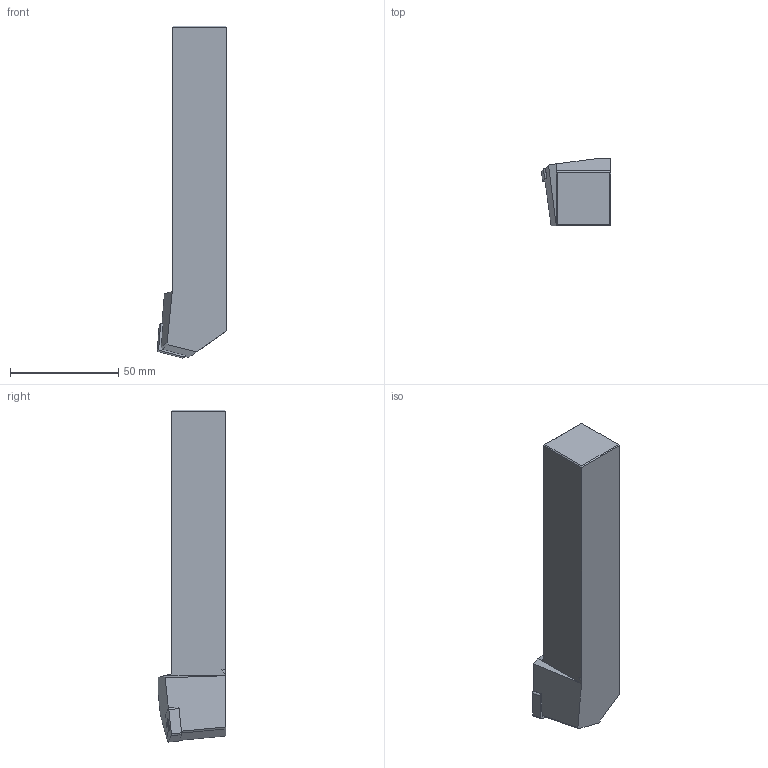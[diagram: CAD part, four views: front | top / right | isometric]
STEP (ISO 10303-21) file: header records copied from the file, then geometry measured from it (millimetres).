
FILE_DESCRIPTION((''),'2;1');
FILE_NAME('70504025_ASM','2019-01-22T08:25:20',('piechottad'),(''),'CREO PARAMETRIC BY PTC INC, 2018400','CREO PARAMETRIC BY PTC INC, 2018400','');
FILE_SCHEMA(('AUTOMOTIVE_DESIGN { 1 0 10303 214 1 1 1 1 }'));
Length unit declared in the file: millimetre
Products named in the file (3): 70504025NC; 70504025C; 70504025_ASM
Assembly tree (2 placements, depth 2):
  70504025_ASM
    70504025NC
    70504025C
Bounding box: 31.92 x 31.1 x 153.09 mm (x, y, z)
Volume: 96867.6 mm3; surface area: 17161.4 mm2
Topology: 2 solids, 2 shells, 38 faces, 104 edges, 70 vertices
Faces by surface type: plane 28, cylinder 6, torus 2, cone 2
Entity records: 2800 total; most frequent: DIRECTION 282, CARTESIAN_POINT 255, ORIENTED_EDGE 188, PROPERTY_DEFINITION 167, REPRESENTATION 165, PROPERTY_DEFINITION_REPRESENTATION 165, PRESENTATION_STYLE_ASSIGNMENT 146, STYLED_ITEM 146
